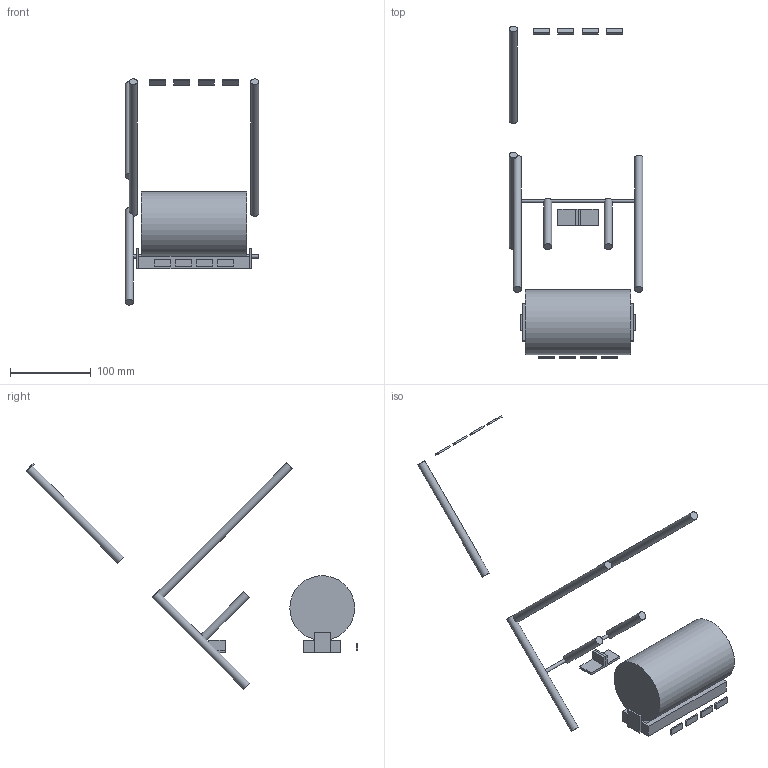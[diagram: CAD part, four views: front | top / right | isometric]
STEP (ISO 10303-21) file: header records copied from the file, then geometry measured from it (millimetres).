
FILE_DESCRIPTION(('Open CASCADE Model'),'2;1');
FILE_NAME('Open CASCADE Shape Model','2026-02-13T00:15:18',('Author'),( 'Open CASCADE'),'Open CASCADE STEP processor 7.8','Open CASCADE 7.8' ,'Unknown');
FILE_SCHEMA(('AUTOMOTIVE_DESIGN { 1 0 10303 214 1 1 1 1 }'));
Length unit declared in the file: millimetre
Products named in the file (13): 13d131c4-0871-11f1-a3b4-920006f84b3e; roll_housing; roll_cylinder; left_bracket; right_bracket; left_hinge_bracket; right_hinge_bracket; hinge_pin; left_support_bar; right_support_bar; frame; inner_clips; outer_clips
Assembly tree (12 placements, depth 2):
  13d131c4-0871-11f1-a3b4-920006f84b3e
    roll_housing
    roll_cylinder
    left_bracket
    right_bracket
    left_hinge_bracket
    right_hinge_bracket
    hinge_pin
    left_support_bar
    right_support_bar
    frame
    inner_clips
    outer_clips
Bounding box: 165 x 409.67 x 279.31 mm (x, y, z)
Volume: 822902.9 mm3; surface area: 102956.1 mm2
Topology: 20 solids, 20 shells, 109 faces, 201 edges, 133 vertices
Faces by surface type: plane 100, cylinder 9
Full cylindrical faces by diameter (mm): 4 x1, 10 x6, 80 x1
Entity records: 5890 total; most frequent: CARTESIAN_POINT 1163, DIRECTION 855, LINE 554, VECTOR 554, ORIENTED_EDGE 402, PCURVE 402, DEFINITIONAL_REPRESENTATION 402, EDGE_CURVE 201
